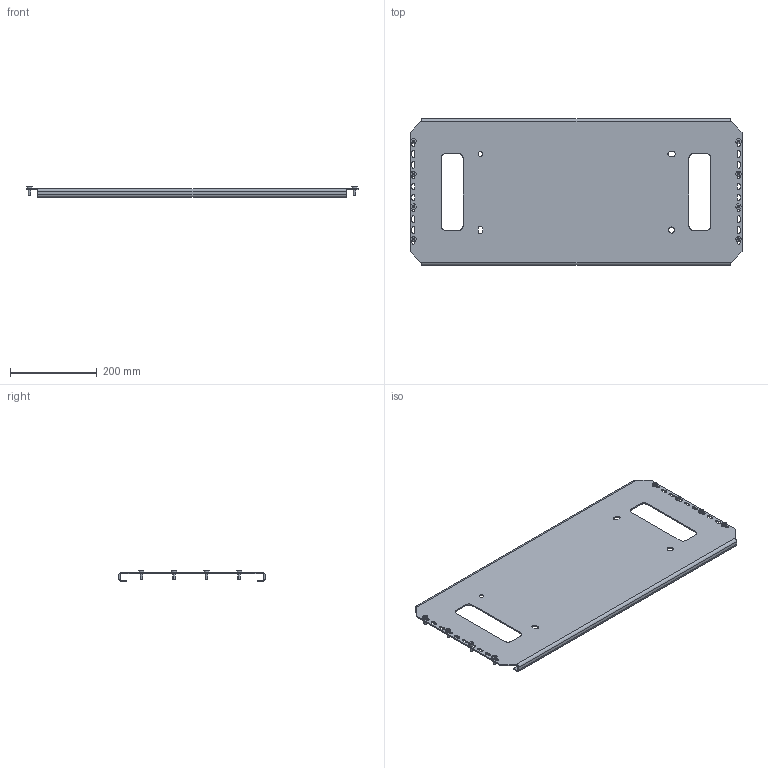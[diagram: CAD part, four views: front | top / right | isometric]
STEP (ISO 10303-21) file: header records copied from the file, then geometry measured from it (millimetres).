
FILE_DESCRIPTION (( 'STEP AP214' ), '1' );
FILE_NAME ('MPFU4601 Ïëàòà ìîíòàæíàÿ äëÿ óñòàíîâêè ÂÀ-45_4000.step', '2020-11-05T18:37:46', ( '' ), ( '' ), 'SwSTEP 2.0', 'SolidWorks 2019', '' );
FILE_SCHEMA (( 'AUTOMOTIVE_DESIGN' ));
Length unit declared in the file: millimetre
Products named in the file (12): AVT001.10.46.01 Ïëàòà ìîíòàæíàÿ ÂÀ45_4000; Âèíò ñàìîíàðåçàþùèé Ì6 DIN 7516À; MPFU4601 Ïëàòà ìîíòàæíàÿ äëÿ óñòàíîâêè ÂÀ-45_4000; Âèíò ñàìîíàðåçàþùèé Ì6 DIN 7516À_6å16; AVT001.10.46.01 Ïëàòà ìîíòàæíàÿ ÂÀ45_4000_00
Assembly tree (9 placements, depth 2):
  AVT001.10.46.01 Ïëàòà ìîíòàæíàÿ ÂÀ45_4000
  Âèíò ñàìîíàðåçàþùèé Ì6 DIN 7516À
  MPFU4601 Ïëàòà ìîíòàæíàÿ äëÿ óñòàíîâêè ÂÀ-45_4000
    AVT001.10.46.01 Ïëàòà ìîíòàæíàÿ ÂÀ45_4000_00
    Âèíò ñàìîíàðåçàþùèé Ì6 DIN 7516À_6å16  x8
  Âèíò ñàìîíàðåçàþùèé Ì6 DIN 7516À
  Âèíò ñàìîíàðåçàþùèé Ì6 DIN 7516À
Bounding box: 764 x 337 x 24.59 mm (x, y, z)
Volume: 833006.1 mm3; surface area: 568835 mm2
Topology: 9 solids, 9 shells, 323 faces, 859 edges, 562 vertices
Faces by surface type: plane 210, cylinder 97, sphere 16
Entity records: 5938 total; most frequent: DIRECTION 1015, CARTESIAN_POINT 980, ORIENTED_EDGE 962, EDGE_CURVE 481, AXIS2_PLACEMENT_3D 345, LINE 325, VECTOR 325, VERTEX_POINT 310
